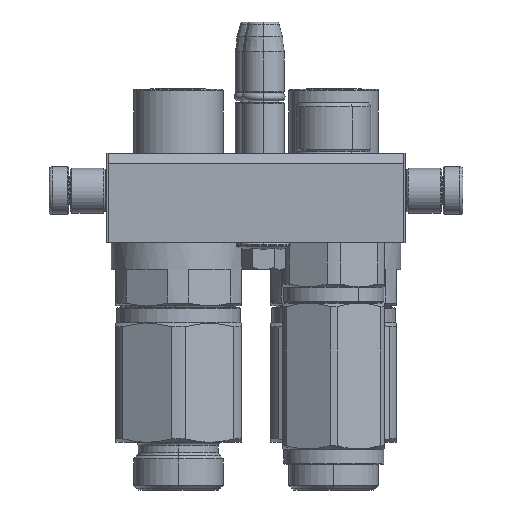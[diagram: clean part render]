
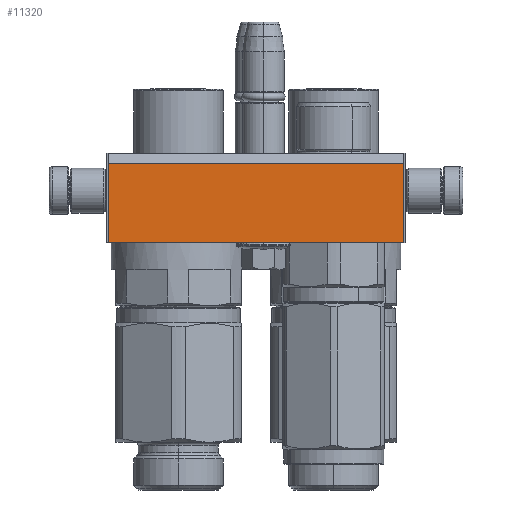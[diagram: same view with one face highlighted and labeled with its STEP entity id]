
A CAD part, left-side view. The second image highlights one B-rep face of the part: STEP entity #11320.
In plain terms, the highlighted face is planar.
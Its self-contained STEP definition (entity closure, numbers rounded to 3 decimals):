
#897 = VECTOR ( 'NONE', #29882, 1000. ) ;
#3286 = EDGE_CURVE ( 'NONE', #75283, #55949, #41414, .T. ) ;
#4575 = LINE ( 'NONE', #71838, #11632 ) ;
#5979 = CARTESIAN_POINT ( 'NONE',  ( 49.5, -15., 56. ) ) ;
#8622 = LINE ( 'NONE', #5979, #30866 ) ;
#11320 = ADVANCED_FACE ( 'NONE', ( #13570 ), #48035, .T. ) ;
#11632 = VECTOR ( 'NONE', #27145, 1000. ) ;
#13570 = FACE_OUTER_BOUND ( 'NONE', #63160, .T. ) ;
#13780 = ORIENTED_EDGE ( 'NONE', *, *, #68976, .F. ) ;
#14894 = VERTEX_POINT ( 'NONE', #62585 ) ;
#17195 = VECTOR ( 'NONE', #33568, 1000. ) ;
#22411 = ORIENTED_EDGE ( 'NONE', *, *, #3286, .T. ) ;
#22442 = CARTESIAN_POINT ( 'NONE',  ( -50., -15., 56. ) ) ;
#25319 = LINE ( 'NONE', #52794, #17195 ) ;
#27145 = DIRECTION ( 'NONE',  ( 1., 0., 0. ) ) ;
#27826 = CARTESIAN_POINT ( 'NONE',  ( -49.5, -15., 56. ) ) ;
#29193 = EDGE_CURVE ( 'NONE', #55949, #40431, #8622, .T. ) ;
#29882 = DIRECTION ( 'NONE',  ( 1., 0., 0. ) ) ;
#30866 = VECTOR ( 'NONE', #44946, 1000. ) ;
#31450 = EDGE_CURVE ( 'NONE', #75283, #14894, #25319, .T. ) ;
#33568 = DIRECTION ( 'NONE',  ( 0., 1., 0. ) ) ;
#33790 = CARTESIAN_POINT ( 'NONE',  ( 49.5, 11.536, 56. ) ) ;
#35029 = ORIENTED_EDGE ( 'NONE', *, *, #31450, .F. ) ;
#40431 = VERTEX_POINT ( 'NONE', #33790 ) ;
#41414 = LINE ( 'NONE', #55641, #897 ) ;
#44946 = DIRECTION ( 'NONE',  ( 0., 1., 0. ) ) ;
#48035 = PLANE ( 'NONE',  #52269 ) ;
#52269 = AXIS2_PLACEMENT_3D ( 'NONE', #22442, #80133, #80412 ) ;
#52794 = CARTESIAN_POINT ( 'NONE',  ( -49.5, -15., 56. ) ) ;
#55641 = CARTESIAN_POINT ( 'NONE',  ( -49.5, -15., 56. ) ) ;
#55949 = VERTEX_POINT ( 'NONE', #83187 ) ;
#62585 = CARTESIAN_POINT ( 'NONE',  ( -49.5, 11.536, 56. ) ) ;
#63160 = EDGE_LOOP ( 'NONE', ( #22411, #73442, #13780, #35029 ) ) ;
#68976 = EDGE_CURVE ( 'NONE', #14894, #40431, #4575, .T. ) ;
#71838 = CARTESIAN_POINT ( 'NONE',  ( -49.5, 11.536, 56. ) ) ;
#73442 = ORIENTED_EDGE ( 'NONE', *, *, #29193, .T. ) ;
#75283 = VERTEX_POINT ( 'NONE', #27826 ) ;
#80133 = DIRECTION ( 'NONE',  ( 0., 0., 1. ) ) ;
#80412 = DIRECTION ( 'NONE',  ( 1., 0., 0. ) ) ;
#83187 = CARTESIAN_POINT ( 'NONE',  ( 49.5, -15., 56. ) ) ;
